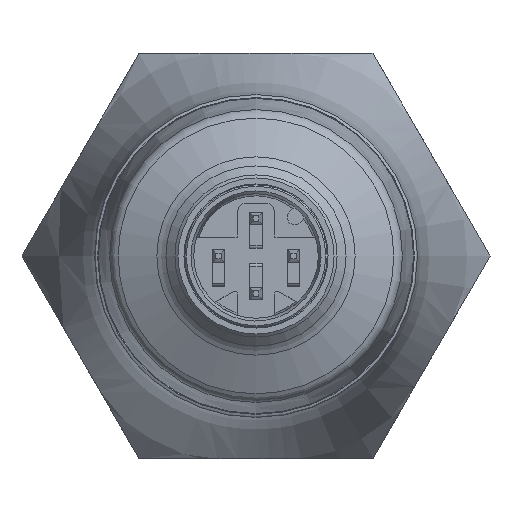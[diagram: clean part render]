
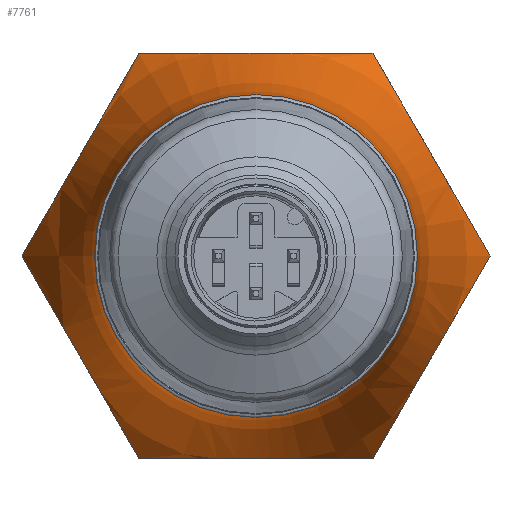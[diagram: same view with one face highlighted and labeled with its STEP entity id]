
A CAD part, front view. The second image highlights one B-rep face of the part: STEP entity #7761.
In plain terms, the highlighted toroidal (fillet/blend) face has major radius 40.75 mm and minor radius 30 mm.
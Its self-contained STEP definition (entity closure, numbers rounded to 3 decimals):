
#69=TOROIDAL_SURFACE('',#8209,40.75,30.);
#162=B_SPLINE_CURVE_WITH_KNOTS('',3,(#10910,#10911,#10912,#10913,#10914,
#10915,#10916,#10917,#10918,#10919),.UNSPECIFIED.,.F.,.F.,(4,1,1,1,1,1,
1,4),(0.,0.004,0.007,0.009,
0.011,0.013,0.015,0.018),
 .UNSPECIFIED.);
#163=B_SPLINE_CURVE_WITH_KNOTS('',3,(#10922,#10923,#10924,#10925,#10926,
#10927,#10928,#10929,#10930,#10931),.UNSPECIFIED.,.F.,.F.,(4,1,1,1,1,1,
1,4),(0.,0.004,0.007,0.009,
0.011,0.013,0.015,0.018),
 .UNSPECIFIED.);
#164=B_SPLINE_CURVE_WITH_KNOTS('',3,(#10933,#10934,#10935,#10936,#10937,
#10938,#10939,#10940,#10941,#10942),.UNSPECIFIED.,.F.,.F.,(4,1,1,1,1,1,
1,4),(0.342,0.344,0.346,0.348,
0.351,0.353,0.355,0.359),
 .UNSPECIFIED.);
#165=B_SPLINE_CURVE_WITH_KNOTS('',3,(#10944,#10945,#10946,#10947,#10948,
#10949,#10950,#10951,#10952,#10953),.UNSPECIFIED.,.F.,.F.,(4,1,1,1,1,1,
1,4),(0.,0.004,0.007,0.009,
0.011,0.013,0.015,0.018),
 .UNSPECIFIED.);
#166=B_SPLINE_CURVE_WITH_KNOTS('',3,(#10955,#10956,#10957,#10958,#10959,
#10960,#10961,#10962,#10963,#10964),.UNSPECIFIED.,.F.,.F.,(4,1,1,1,1,1,
1,4),(0.,0.004,0.007,0.009,
0.011,0.013,0.015,0.018),
 .UNSPECIFIED.);
#167=B_SPLINE_CURVE_WITH_KNOTS('',3,(#10966,#10967,#10968,#10969,#10970,
#10971,#10972,#10973,#10974,#10975),.UNSPECIFIED.,.F.,.F.,(4,1,1,1,1,1,
1,4),(0.342,0.344,0.346,0.348,
0.351,0.353,0.355,0.359),
 .UNSPECIFIED.);
#380=CIRCLE('',#8208,10.75);
#955=ORIENTED_EDGE('',*,*,#2275,.T.);
#956=ORIENTED_EDGE('',*,*,#2276,.T.);
#957=ORIENTED_EDGE('',*,*,#2277,.T.);
#958=ORIENTED_EDGE('',*,*,#2278,.T.);
#959=ORIENTED_EDGE('',*,*,#2279,.T.);
#960=ORIENTED_EDGE('',*,*,#2280,.T.);
#961=ORIENTED_EDGE('',*,*,#2274,.T.);
#2274=EDGE_CURVE('',#2962,#2962,#380,.T.);
#2275=EDGE_CURVE('',#2963,#2964,#162,.T.);
#2276=EDGE_CURVE('',#2964,#2965,#163,.T.);
#2277=EDGE_CURVE('',#2965,#2966,#164,.T.);
#2278=EDGE_CURVE('',#2966,#2967,#165,.T.);
#2279=EDGE_CURVE('',#2967,#2968,#166,.T.);
#2280=EDGE_CURVE('',#2968,#2963,#167,.T.);
#2962=VERTEX_POINT('',#10908);
#2963=VERTEX_POINT('',#10920);
#2964=VERTEX_POINT('',#10921);
#2965=VERTEX_POINT('',#10932);
#2966=VERTEX_POINT('',#10943);
#2967=VERTEX_POINT('',#10954);
#2968=VERTEX_POINT('',#10965);
#4299=EDGE_LOOP('',(#955,#956,#957,#958,#959,#960));
#4300=EDGE_LOOP('',(#961));
#4752=FACE_BOUND('',#4299,.T.);
#4753=FACE_BOUND('',#4300,.T.);
#7761=ADVANCED_FACE('',(#4752,#4753),#69,.F.);
#8208=AXIS2_PLACEMENT_3D('',#10907,#9111,#9112);
#8209=AXIS2_PLACEMENT_3D('',#10909,#9113,#9114);
#9111=DIRECTION('',(0.,1.,0.));
#9112=DIRECTION('',(-1.,0.,0.));
#9113=DIRECTION('',(0.,1.,0.));
#9114=DIRECTION('',(-1.,0.,0.));
#10907=CARTESIAN_POINT('',(0.,-50.,0.));
#10908=CARTESIAN_POINT('',(-10.75,-50.,0.));
#10909=CARTESIAN_POINT('',(0.,-50.,0.));
#10910=CARTESIAN_POINT('',(7.794,-33.663,-13.5));
#10911=CARTESIAN_POINT('',(8.378,-34.563,-12.488));
#10912=CARTESIAN_POINT('',(9.269,-35.893,-10.946));
#10913=CARTESIAN_POINT('',(10.596,-37.18,-8.648));
#10914=CARTESIAN_POINT('',(11.698,-37.591,-6.738));
#10915=CARTESIAN_POINT('',(12.801,-37.17,-4.827));
#10916=CARTESIAN_POINT('',(13.8,-36.195,-3.098));
#10917=CARTESIAN_POINT('',(14.712,-34.991,-1.518));
#10918=CARTESIAN_POINT('',(15.298,-34.11,-0.503));
#10919=CARTESIAN_POINT('',(15.588,-33.663,0.));
#10920=CARTESIAN_POINT('',(7.794,-33.663,-13.5));
#10921=CARTESIAN_POINT('',(15.588,-33.663,0.));
#10922=CARTESIAN_POINT('',(15.588,-33.663,0.));
#10923=CARTESIAN_POINT('',(15.004,-34.563,1.012));
#10924=CARTESIAN_POINT('',(14.114,-35.893,2.554));
#10925=CARTESIAN_POINT('',(12.787,-37.18,4.852));
#10926=CARTESIAN_POINT('',(11.685,-37.591,6.762));
#10927=CARTESIAN_POINT('',(10.581,-37.17,8.673));
#10928=CARTESIAN_POINT('',(9.583,-36.195,10.402));
#10929=CARTESIAN_POINT('',(8.671,-34.991,11.982));
#10930=CARTESIAN_POINT('',(8.085,-34.11,12.997));
#10931=CARTESIAN_POINT('',(7.794,-33.663,13.5));
#10932=CARTESIAN_POINT('',(7.794,-33.663,13.5));
#10933=CARTESIAN_POINT('',(7.794,-33.663,13.5));
#10934=CARTESIAN_POINT('',(7.192,-34.126,13.5));
#10935=CARTESIAN_POINT('',(5.977,-35.04,13.5));
#10936=CARTESIAN_POINT('',(4.068,-36.285,13.5));
#10937=CARTESIAN_POINT('',(1.995,-37.26,13.5));
#10938=CARTESIAN_POINT('',(-0.31,-37.581,13.5));
#10939=CARTESIAN_POINT('',(-2.388,-37.096,13.5));
#10940=CARTESIAN_POINT('',(-4.962,-35.81,13.5));
#10941=CARTESIAN_POINT('',(-6.663,-34.534,13.5));
#10942=CARTESIAN_POINT('',(-7.794,-33.663,13.5));
#10943=CARTESIAN_POINT('',(-7.794,-33.663,13.5));
#10944=CARTESIAN_POINT('',(-7.794,-33.663,13.5));
#10945=CARTESIAN_POINT('',(-8.378,-34.563,12.488));
#10946=CARTESIAN_POINT('',(-9.269,-35.893,10.946));
#10947=CARTESIAN_POINT('',(-10.596,-37.18,8.648));
#10948=CARTESIAN_POINT('',(-11.698,-37.591,6.738));
#10949=CARTESIAN_POINT('',(-12.801,-37.17,4.827));
#10950=CARTESIAN_POINT('',(-13.8,-36.195,3.098));
#10951=CARTESIAN_POINT('',(-14.712,-34.991,1.518));
#10952=CARTESIAN_POINT('',(-15.298,-34.11,0.503));
#10953=CARTESIAN_POINT('',(-15.588,-33.663,0.));
#10954=CARTESIAN_POINT('',(-15.588,-33.663,0.));
#10955=CARTESIAN_POINT('',(-15.588,-33.663,0.));
#10956=CARTESIAN_POINT('',(-15.004,-34.563,-1.012));
#10957=CARTESIAN_POINT('',(-14.114,-35.893,-2.554));
#10958=CARTESIAN_POINT('',(-12.787,-37.18,-4.852));
#10959=CARTESIAN_POINT('',(-11.685,-37.591,-6.762));
#10960=CARTESIAN_POINT('',(-10.581,-37.17,-8.673));
#10961=CARTESIAN_POINT('',(-9.583,-36.195,-10.402));
#10962=CARTESIAN_POINT('',(-8.671,-34.991,-11.982));
#10963=CARTESIAN_POINT('',(-8.085,-34.11,-12.997));
#10964=CARTESIAN_POINT('',(-7.794,-33.663,-13.5));
#10965=CARTESIAN_POINT('',(-7.794,-33.663,-13.5));
#10966=CARTESIAN_POINT('',(-7.794,-33.663,-13.5));
#10967=CARTESIAN_POINT('',(-7.192,-34.126,-13.5));
#10968=CARTESIAN_POINT('',(-5.977,-35.04,-13.5));
#10969=CARTESIAN_POINT('',(-4.068,-36.285,-13.5));
#10970=CARTESIAN_POINT('',(-1.995,-37.26,-13.5));
#10971=CARTESIAN_POINT('',(0.31,-37.581,-13.5));
#10972=CARTESIAN_POINT('',(2.388,-37.096,-13.5));
#10973=CARTESIAN_POINT('',(4.962,-35.81,-13.5));
#10974=CARTESIAN_POINT('',(6.663,-34.534,-13.5));
#10975=CARTESIAN_POINT('',(7.794,-33.663,-13.5));
